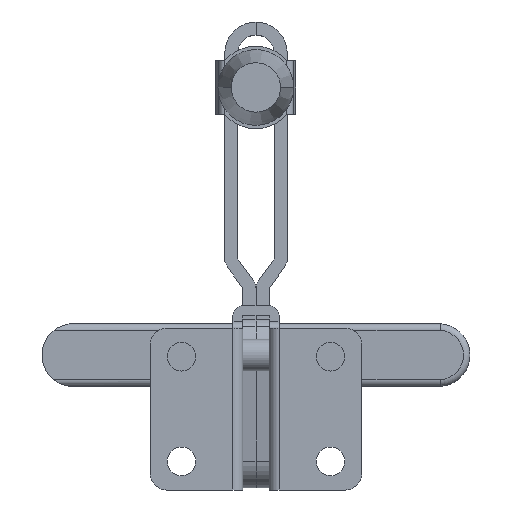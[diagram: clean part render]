
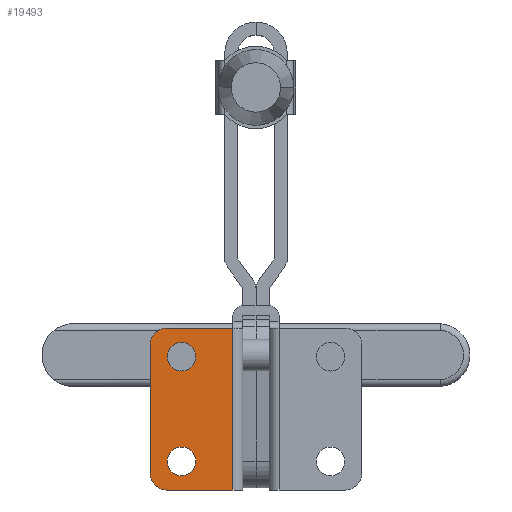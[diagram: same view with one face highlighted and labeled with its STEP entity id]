
A CAD part, front view. The second image highlights one B-rep face of the part: STEP entity #19493.
In plain terms, the highlighted planar face has unit normal (0, -1, 0).
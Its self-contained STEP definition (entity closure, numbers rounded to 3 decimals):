
#102 = VECTOR ( 'NONE', #23842, 1000. ) ;
#520 = VERTEX_POINT ( 'NONE', #28166 ) ;
#786 = DIRECTION ( 'NONE',  ( 0., -1., 0. ) ) ;
#789 = EDGE_LOOP ( 'NONE', ( #8962, #25708 ) ) ;
#2978 = FACE_BOUND ( 'NONE', #789, .T. ) ;
#3139 = EDGE_CURVE ( 'NONE', #11745, #15531, #24033, .T. ) ;
#3333 = VECTOR ( 'NONE', #16903, 1000. ) ;
#3630 = CARTESIAN_POINT ( 'NONE',  ( -22.65, 0., 40.5 ) ) ;
#3740 = CARTESIAN_POINT ( 'NONE',  ( -22.65, 0., 44.85 ) ) ;
#3853 = CIRCLE ( 'NONE', #36946, 5. ) ;
#3929 = EDGE_CURVE ( 'NONE', #16145, #520, #25831, .T. ) ;
#5478 = CARTESIAN_POINT ( 'NONE',  ( -32.15, 0., 5. ) ) ;
#6021 = VERTEX_POINT ( 'NONE', #17897 ) ;
#6097 = LINE ( 'NONE', #32829, #36364 ) ;
#6179 = CARTESIAN_POINT ( 'NONE',  ( -27.15, 0., 5. ) ) ;
#6573 = DIRECTION ( 'NONE',  ( 0., 0., -1. ) ) ;
#7019 = AXIS2_PLACEMENT_3D ( 'NONE', #9798, #30290, #12738 ) ;
#7119 = DIRECTION ( 'NONE',  ( 0., 1., 0. ) ) ;
#8087 = EDGE_CURVE ( 'NONE', #34638, #11745, #6097, .T. ) ;
#8539 = AXIS2_PLACEMENT_3D ( 'NONE', #3630, #24165, #6573 ) ;
#8567 = EDGE_LOOP ( 'NONE', ( #25141, #27563 ) ) ;
#8957 = VERTEX_POINT ( 'NONE', #18034 ) ;
#8962 = ORIENTED_EDGE ( 'NONE', *, *, #23804, .F. ) ;
#9122 = DIRECTION ( 'NONE',  ( -1., 0., 0. ) ) ;
#9694 = AXIS2_PLACEMENT_3D ( 'NONE', #24717, #7119, #27620 ) ;
#9798 = CARTESIAN_POINT ( 'NONE',  ( -22.65, 0., 8.7 ) ) ;
#11745 = VERTEX_POINT ( 'NONE', #5478 ) ;
#12312 = DIRECTION ( 'NONE',  ( 0., 0., -1. ) ) ;
#12441 = CARTESIAN_POINT ( 'NONE',  ( -22.65, 0., 13.05 ) ) ;
#12533 = VERTEX_POINT ( 'NONE', #27340 ) ;
#12738 = DIRECTION ( 'NONE',  ( 0., 0., -1. ) ) ;
#13446 = AXIS2_PLACEMENT_3D ( 'NONE', #17198, #37680, #20144 ) ;
#13480 = CARTESIAN_POINT ( 'NONE',  ( -27.15, 0., 44.2 ) ) ;
#13830 = LINE ( 'NONE', #23716, #102 ) ;
#14155 = VERTEX_POINT ( 'NONE', #12441 ) ;
#14538 = CARTESIAN_POINT ( 'NONE',  ( -32.15, 0., 44.2 ) ) ;
#15333 = AXIS2_PLACEMENT_3D ( 'NONE', #6179, #26690, #9122 ) ;
#15531 = VERTEX_POINT ( 'NONE', #17574 ) ;
#15962 = ORIENTED_EDGE ( 'NONE', *, *, #8087, .T. ) ;
#16145 = VERTEX_POINT ( 'NONE', #37527 ) ;
#16430 = DIRECTION ( 'NONE',  ( -1., 0., 0. ) ) ;
#16903 = DIRECTION ( 'NONE',  ( 0., 0., 1. ) ) ;
#17198 = CARTESIAN_POINT ( 'NONE',  ( -22.65, 0., 40.5 ) ) ;
#17574 = CARTESIAN_POINT ( 'NONE',  ( -27.15, 0., 0. ) ) ;
#17897 = CARTESIAN_POINT ( 'NONE',  ( -22.65, 0., 4.35 ) ) ;
#18034 = CARTESIAN_POINT ( 'NONE',  ( -22.65, 0., 36.15 ) ) ;
#18332 = CARTESIAN_POINT ( 'NONE',  ( -22.65, 0., 8.7 ) ) ;
#18621 = FACE_OUTER_BOUND ( 'NONE', #30532, .T. ) ;
#18690 = PLANE ( 'NONE',  #9694 ) ;
#19493 = ADVANCED_FACE ( 'NONE', ( #33265, #2978, #18621 ), #18690, .F. ) ;
#20144 = DIRECTION ( 'NONE',  ( 0., 0., -1. ) ) ;
#20345 = EDGE_CURVE ( 'NONE', #14155, #6021, #34131, .T. ) ;
#20552 = LINE ( 'NONE', #37733, #27431 ) ;
#20887 = ORIENTED_EDGE ( 'NONE', *, *, #3929, .T. ) ;
#21035 = EDGE_CURVE ( 'NONE', #12533, #34638, #3853, .T. ) ;
#21233 = CIRCLE ( 'NONE', #13446, 4.35 ) ;
#21297 = DIRECTION ( 'NONE',  ( 0., 0., -1. ) ) ;
#21933 = VERTEX_POINT ( 'NONE', #3740 ) ;
#23716 = CARTESIAN_POINT ( 'NONE',  ( -4., 0., 0. ) ) ;
#23804 = EDGE_CURVE ( 'NONE', #8957, #21933, #21233, .T. ) ;
#23842 = DIRECTION ( 'NONE',  ( 1., 0., 0. ) ) ;
#24033 = CIRCLE ( 'NONE', #15333, 5. ) ;
#24165 = DIRECTION ( 'NONE',  ( 0., -1., 0. ) ) ;
#24247 = EDGE_CURVE ( 'NONE', #15531, #16145, #13830, .T. ) ;
#24717 = CARTESIAN_POINT ( 'NONE',  ( -4., 0., 56. ) ) ;
#25141 = ORIENTED_EDGE ( 'NONE', *, *, #32444, .F. ) ;
#25278 = CIRCLE ( 'NONE', #8539, 4.35 ) ;
#25286 = ORIENTED_EDGE ( 'NONE', *, *, #3139, .T. ) ;
#25594 = EDGE_CURVE ( 'NONE', #21933, #8957, #25278, .T. ) ;
#25708 = ORIENTED_EDGE ( 'NONE', *, *, #25594, .F. ) ;
#25831 = LINE ( 'NONE', #37383, #3333 ) ;
#25946 = AXIS2_PLACEMENT_3D ( 'NONE', #18332, #786, #21297 ) ;
#26690 = DIRECTION ( 'NONE',  ( 0., -1., 0. ) ) ;
#27340 = CARTESIAN_POINT ( 'NONE',  ( -27.15, 0., 49.2 ) ) ;
#27431 = VECTOR ( 'NONE', #31975, 1000. ) ;
#27459 = CIRCLE ( 'NONE', #7019, 4.35 ) ;
#27563 = ORIENTED_EDGE ( 'NONE', *, *, #20345, .F. ) ;
#27620 = DIRECTION ( 'NONE',  ( -1., 0., 0. ) ) ;
#28166 = CARTESIAN_POINT ( 'NONE',  ( -7., 0., 49.2 ) ) ;
#30267 = ORIENTED_EDGE ( 'NONE', *, *, #21035, .T. ) ;
#30290 = DIRECTION ( 'NONE',  ( 0., -1., 0. ) ) ;
#30532 = EDGE_LOOP ( 'NONE', ( #33239, #30267, #15962, #25286, #34090, #20887 ) ) ;
#31975 = DIRECTION ( 'NONE',  ( 1., 0., 0. ) ) ;
#32444 = EDGE_CURVE ( 'NONE', #6021, #14155, #27459, .T. ) ;
#32829 = CARTESIAN_POINT ( 'NONE',  ( -32.15, 0., 56. ) ) ;
#33239 = ORIENTED_EDGE ( 'NONE', *, *, #33266, .F. ) ;
#33265 = FACE_BOUND ( 'NONE', #8567, .T. ) ;
#33266 = EDGE_CURVE ( 'NONE', #12533, #520, #20552, .T. ) ;
#33977 = DIRECTION ( 'NONE',  ( 0., -1., 0. ) ) ;
#34090 = ORIENTED_EDGE ( 'NONE', *, *, #24247, .T. ) ;
#34131 = CIRCLE ( 'NONE', #25946, 4.35 ) ;
#34638 = VERTEX_POINT ( 'NONE', #14538 ) ;
#36364 = VECTOR ( 'NONE', #12312, 1000. ) ;
#36946 = AXIS2_PLACEMENT_3D ( 'NONE', #13480, #33977, #16430 ) ;
#37383 = CARTESIAN_POINT ( 'NONE',  ( -7., 0., 56. ) ) ;
#37527 = CARTESIAN_POINT ( 'NONE',  ( -7., 0., 0. ) ) ;
#37680 = DIRECTION ( 'NONE',  ( 0., -1., 0. ) ) ;
#37733 = CARTESIAN_POINT ( 'NONE',  ( -32.15, 0., 49.2 ) ) ;
